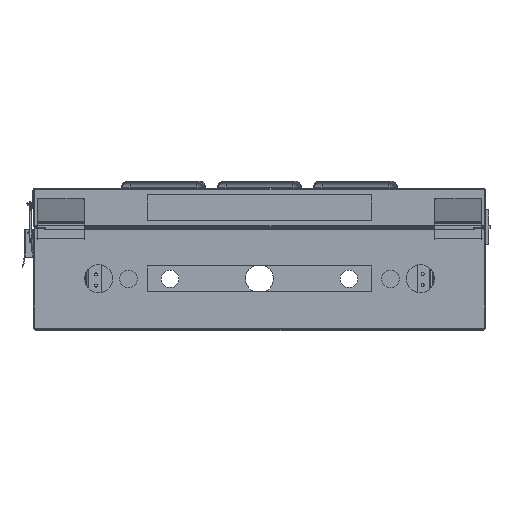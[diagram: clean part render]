
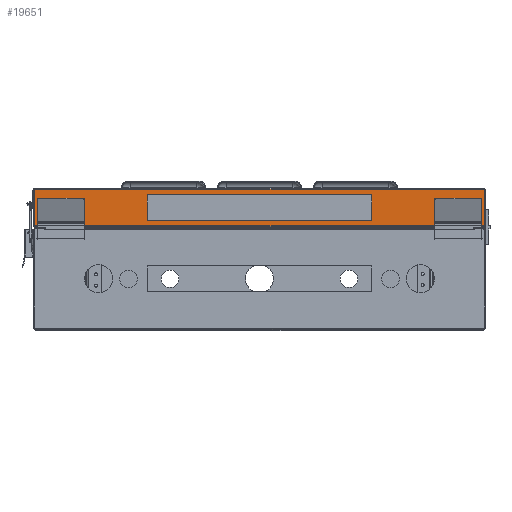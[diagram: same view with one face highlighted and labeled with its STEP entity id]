
A CAD part, front view. The second image highlights one B-rep face of the part: STEP entity #19651.
In plain terms, the highlighted planar face has unit normal (0, -1, 0).
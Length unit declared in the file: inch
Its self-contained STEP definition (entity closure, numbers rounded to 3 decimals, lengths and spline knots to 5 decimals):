
#444 = AXIS2_PLACEMENT_3D ( 'NONE', #59560, #10893, #68428 ) ;
#1779 = LINE ( 'NONE', #50976, #15679 ) ;
#1880 = CARTESIAN_POINT ( 'NONE',  ( 12.65637, -21.309, -0.07874 ) ) ;
#3237 = VERTEX_POINT ( 'NONE', #49838 ) ;
#3263 = CARTESIAN_POINT ( 'NONE',  ( -6.29921, -21.309, -0.38175 ) ) ;
#4015 = CARTESIAN_POINT ( 'NONE',  ( -6.29921, -21.309, -0.38175 ) ) ;
#4800 = EDGE_CURVE ( 'NONE', #54185, #69528, #14511, .T. ) ;
#4911 = DIRECTION ( 'NONE',  ( -1., 0., 0. ) ) ;
#5687 = CARTESIAN_POINT ( 'NONE',  ( 12.65637, -21.309, -2.12176 ) ) ;
#7953 = ORIENTED_EDGE ( 'NONE', *, *, #32519, .T. ) ;
#9186 = LINE ( 'NONE', #81412, #97158 ) ;
#9558 = DIRECTION ( 'NONE',  ( 0., 0., 1. ) ) ;
#10060 = CARTESIAN_POINT ( 'NONE',  ( -12.65637, -21.309, -0.07874 ) ) ;
#10893 = DIRECTION ( 'NONE',  ( 0., -1., 0. ) ) ;
#11178 = DIRECTION ( 'NONE',  ( 1., 0., 0. ) ) ;
#11393 = CARTESIAN_POINT ( 'NONE',  ( -12.558, -21.309, -2.12176 ) ) ;
#11642 = EDGE_CURVE ( 'NONE', #43373, #43717, #61079, .T. ) ;
#11889 = EDGE_CURVE ( 'NONE', #69528, #14512, #9186, .T. ) ;
#13196 = VERTEX_POINT ( 'NONE', #5687 ) ;
#13313 = ORIENTED_EDGE ( 'NONE', *, *, #54903, .F. ) ;
#14511 = LINE ( 'NONE', #15534, #16625 ) ;
#14512 = VERTEX_POINT ( 'NONE', #1880 ) ;
#15534 = CARTESIAN_POINT ( 'NONE',  ( 68.79926, -21.309, -0.07874 ) ) ;
#15679 = VECTOR ( 'NONE', #11178, 39.37008 ) ;
#16016 = EDGE_CURVE ( 'NONE', #14512, #13196, #44679, .T. ) ;
#16625 = VECTOR ( 'NONE', #63189, 39.37008 ) ;
#17564 = ORIENTED_EDGE ( 'NONE', *, *, #26056, .F. ) ;
#17626 = VECTOR ( 'NONE', #4911, 39.37008 ) ;
#18794 = VECTOR ( 'NONE', #87012, 39.37008 ) ;
#19651 = ADVANCED_FACE ( 'NONE', ( #47794, #65022 ), #51735, .T. ) ;
#20072 = CARTESIAN_POINT ( 'NONE',  ( -6.29921, -21.309, -1.81875 ) ) ;
#21298 = EDGE_CURVE ( 'NONE', #43717, #22063, #91723, .T. ) ;
#22063 = VERTEX_POINT ( 'NONE', #48428 ) ;
#22628 = CARTESIAN_POINT ( 'NONE',  ( 12.65637, -21.309, -0.07874 ) ) ;
#23375 = ORIENTED_EDGE ( 'NONE', *, *, #40726, .F. ) ;
#25737 = VECTOR ( 'NONE', #9558, 39.37008 ) ;
#26056 = EDGE_CURVE ( 'NONE', #29826, #3237, #59653, .T. ) ;
#26379 = DIRECTION ( 'NONE',  ( -1., 0., 0. ) ) ;
#28974 = DIRECTION ( 'NONE',  ( 0., 0., 1. ) ) ;
#29826 = VERTEX_POINT ( 'NONE', #11393 ) ;
#30787 = CARTESIAN_POINT ( 'NONE',  ( 12.558, -21.309, -2.12176 ) ) ;
#32519 = EDGE_CURVE ( 'NONE', #22063, #43496, #67184, .T. ) ;
#34223 = ORIENTED_EDGE ( 'NONE', *, *, #78737, .T. ) ;
#36316 = CARTESIAN_POINT ( 'NONE',  ( -6.29921, -21.309, -0.38175 ) ) ;
#36380 = ORIENTED_EDGE ( 'NONE', *, *, #80871, .T. ) ;
#36430 = ORIENTED_EDGE ( 'NONE', *, *, #21298, .T. ) ;
#37490 = CARTESIAN_POINT ( 'NONE',  ( 6.29921, -21.309, -1.81875 ) ) ;
#37515 = CARTESIAN_POINT ( 'NONE',  ( 6.29921, -21.309, -0.38175 ) ) ;
#38395 = CARTESIAN_POINT ( 'NONE',  ( 12.65637, -21.309, -2.12176 ) ) ;
#39999 = VECTOR ( 'NONE', #54551, 39.37008 ) ;
#40142 = VERTEX_POINT ( 'NONE', #30787 ) ;
#40726 = EDGE_CURVE ( 'NONE', #13196, #40142, #44733, .T. ) ;
#42580 = LINE ( 'NONE', #3263, #48641 ) ;
#42733 = EDGE_LOOP ( 'NONE', ( #83893, #36430, #7953, #34223 ) ) ;
#43373 = VERTEX_POINT ( 'NONE', #69525 ) ;
#43496 = VERTEX_POINT ( 'NONE', #4015 ) ;
#43717 = VERTEX_POINT ( 'NONE', #37490 ) ;
#44679 = LINE ( 'NONE', #22628, #39999 ) ;
#44733 = LINE ( 'NONE', #38395, #17626 ) ;
#46037 = CARTESIAN_POINT ( 'NONE',  ( -12.558, -21.309, -2.12176 ) ) ;
#47794 = FACE_BOUND ( 'NONE', #42733, .T. ) ;
#48428 = CARTESIAN_POINT ( 'NONE',  ( -6.29921, -21.309, -1.81875 ) ) ;
#48641 = VECTOR ( 'NONE', #74999, 39.37008 ) ;
#49838 = CARTESIAN_POINT ( 'NONE',  ( -12.65637, -21.309, -2.12176 ) ) ;
#50976 = CARTESIAN_POINT ( 'NONE',  ( 0., -21.309, -2.12176 ) ) ;
#51735 = PLANE ( 'NONE',  #444 ) ;
#52033 = VECTOR ( 'NONE', #76798, 39.37008 ) ;
#54185 = VERTEX_POINT ( 'NONE', #70460 ) ;
#54551 = DIRECTION ( 'NONE',  ( 0., 0., -1. ) ) ;
#54903 = EDGE_CURVE ( 'NONE', #74801, #54185, #102683, .T. ) ;
#55679 = EDGE_CURVE ( 'NONE', #3237, #74801, #74982, .T. ) ;
#59560 = CARTESIAN_POINT ( 'NONE',  ( 0., -21.309, 0. ) ) ;
#59653 = LINE ( 'NONE', #46037, #74150 ) ;
#61079 = LINE ( 'NONE', #37515, #52033 ) ;
#63189 = DIRECTION ( 'NONE',  ( 1., 0., 0. ) ) ;
#65022 = FACE_OUTER_BOUND ( 'NONE', #100610, .T. ) ;
#66579 = CARTESIAN_POINT ( 'NONE',  ( -12.65637, -21.309, -2.12176 ) ) ;
#67184 = LINE ( 'NONE', #36316, #87757 ) ;
#68428 = DIRECTION ( 'NONE',  ( 0., 0., -1. ) ) ;
#69525 = CARTESIAN_POINT ( 'NONE',  ( 6.29921, -21.309, -0.38175 ) ) ;
#69528 = VERTEX_POINT ( 'NONE', #102956 ) ;
#70460 = CARTESIAN_POINT ( 'NONE',  ( -12.558, -21.309, -0.07874 ) ) ;
#72039 = ORIENTED_EDGE ( 'NONE', *, *, #16016, .F. ) ;
#74150 = VECTOR ( 'NONE', #99876, 39.37008 ) ;
#74801 = VERTEX_POINT ( 'NONE', #10060 ) ;
#74982 = LINE ( 'NONE', #66579, #25737 ) ;
#74999 = DIRECTION ( 'NONE',  ( 1., 0., 0. ) ) ;
#76798 = DIRECTION ( 'NONE',  ( 0., 0., -1. ) ) ;
#78737 = EDGE_CURVE ( 'NONE', #43496, #43373, #42580, .T. ) ;
#79316 = ORIENTED_EDGE ( 'NONE', *, *, #55679, .F. ) ;
#80871 = EDGE_CURVE ( 'NONE', #29826, #40142, #1779, .T. ) ;
#81412 = CARTESIAN_POINT ( 'NONE',  ( 12.558, -21.309, -0.07874 ) ) ;
#83893 = ORIENTED_EDGE ( 'NONE', *, *, #11642, .T. ) ;
#84227 = VECTOR ( 'NONE', #26379, 39.37008 ) ;
#87012 = DIRECTION ( 'NONE',  ( 1., 0., 0. ) ) ;
#87757 = VECTOR ( 'NONE', #28974, 39.37008 ) ;
#91723 = LINE ( 'NONE', #20072, #84227 ) ;
#94837 = CARTESIAN_POINT ( 'NONE',  ( -12.65637, -21.309, -0.07874 ) ) ;
#96687 = ORIENTED_EDGE ( 'NONE', *, *, #11889, .F. ) ;
#97052 = DIRECTION ( 'NONE',  ( 1., 0., 0. ) ) ;
#97158 = VECTOR ( 'NONE', #97052, 39.37008 ) ;
#98630 = ORIENTED_EDGE ( 'NONE', *, *, #4800, .F. ) ;
#99876 = DIRECTION ( 'NONE',  ( -1., 0., 0. ) ) ;
#100610 = EDGE_LOOP ( 'NONE', ( #98630, #13313, #79316, #17564, #36380, #23375, #72039, #96687 ) ) ;
#102683 = LINE ( 'NONE', #94837, #18794 ) ;
#102956 = CARTESIAN_POINT ( 'NONE',  ( 12.558, -21.309, -0.07874 ) ) ;
